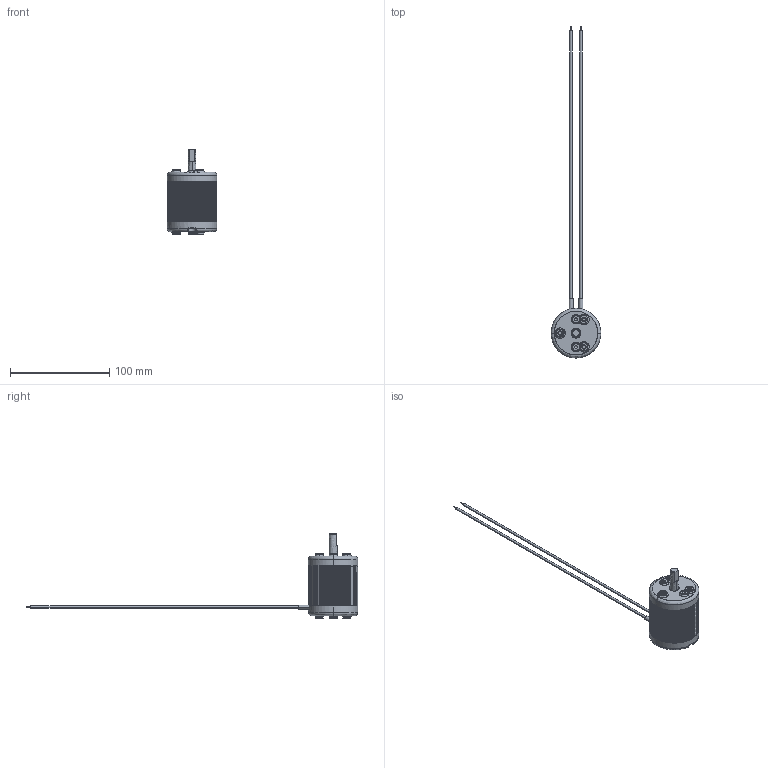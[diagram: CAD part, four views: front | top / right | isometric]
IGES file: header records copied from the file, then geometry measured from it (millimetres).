
Start section: Comment
Global section: file name: BRS5065.igs; native system:  By UGS Corp.; preprocessor: XPlus GENERIC/IGES 3.0; author: Author; organization: Title; date: 20110413.195449; units: millimetre
Bounding box: 50 x 335 x 85 mm (x, y, z)
Surface area: 182294.9 mm2 (no closed solid volume)
Topology: 0 solids, 0 shells, 378 faces, 1562 edges, 1554 vertices
Faces by surface type: bspline 378
